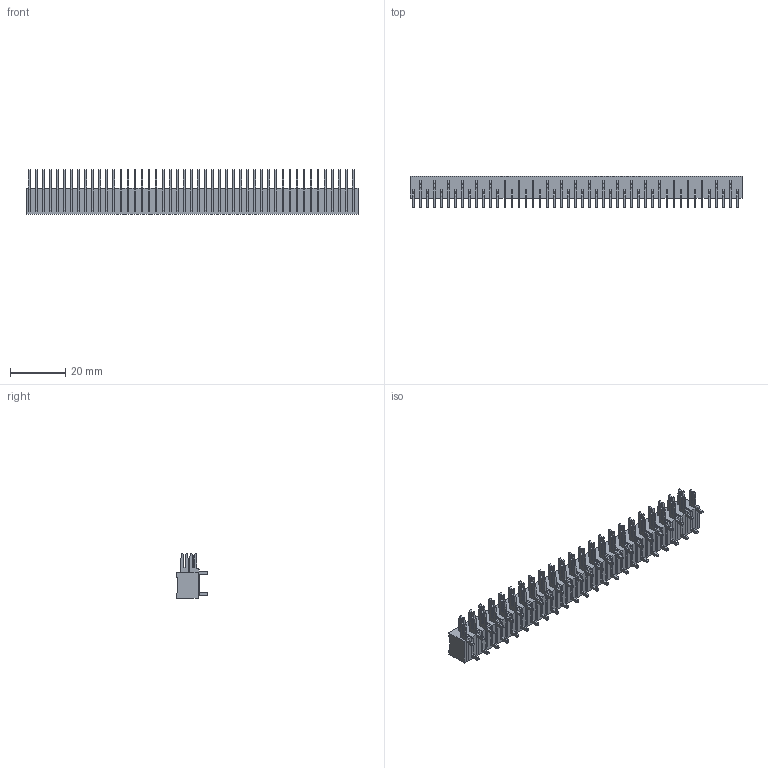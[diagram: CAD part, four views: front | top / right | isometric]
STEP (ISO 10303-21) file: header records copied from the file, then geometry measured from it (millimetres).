
FILE_DESCRIPTION (( 'STEP AP203' ), '1' );
FILE_NAME ('422-047-520-100.STEP', '2019-11-28T19:42:27', ( '' ), ( '' ), 'SwSTEP 2.0', 'SolidWorks 2016', '' );
FILE_SCHEMA (( 'CONFIG_CONTROL_DESIGN' ));
Length unit declared in the file: inch
Products named in the file (4): 421-290-001_120; 421-290-002_120; 422 Part_47; 422-047-520-100
Assembly tree (48 placements, depth 2):
  422-047-520-100
    422 Part_47
    421-290-001_120  x23
    421-290-002_120  x24
Bounding box: 119.74 x 11.4 x 16.05 mm (x, y, z)
Volume: 9202.1 mm3; surface area: 15299.6 mm2
Topology: 48 solids, 48 shells, 1552 faces, 4350 edges, 2900 vertices
Faces by surface type: plane 1276, cylinder 276
Entity records: 12780 total; most frequent: CARTESIAN_POINT 2007, ORIENTED_EDGE 1944, DIRECTION 1848, EDGE_CURVE 972, VECTOR 870, LINE 870, VERTEX_POINT 648, AXIS2_PLACEMENT_3D 489
